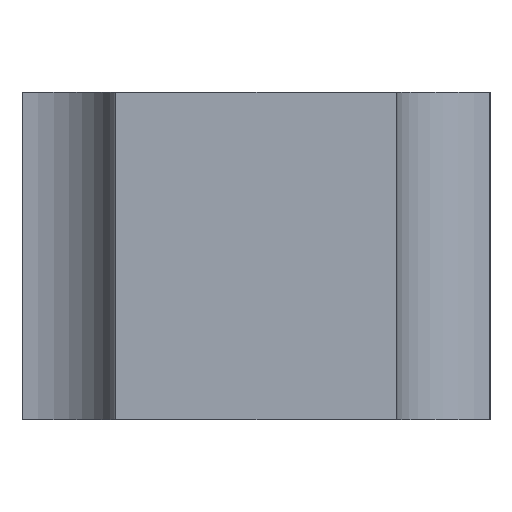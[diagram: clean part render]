
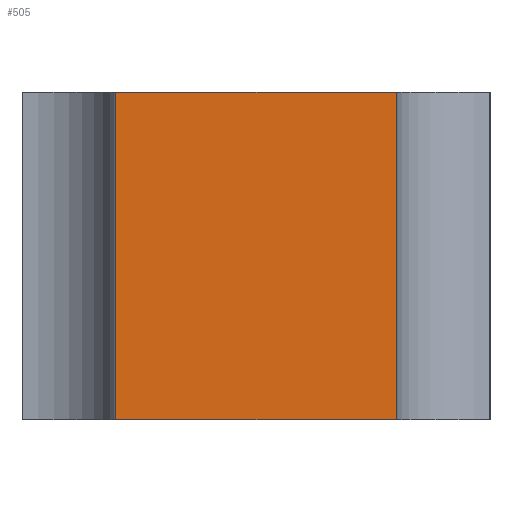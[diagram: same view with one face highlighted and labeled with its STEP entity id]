
A CAD part, left-side view. The second image highlights one B-rep face of the part: STEP entity #505.
In plain terms, the highlighted planar face has unit normal (-1, 0, 0).
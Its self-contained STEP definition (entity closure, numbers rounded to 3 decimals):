
#46 = VERTEX_POINT ( 'NONE', #895 ) ;
#151 = EDGE_CURVE ( 'NONE', #649, #531, #225, .T. ) ;
#167 = DIRECTION ( 'NONE',  ( 0., 1., 0. ) ) ;
#187 = CARTESIAN_POINT ( 'NONE',  ( -0.5, -0.15, 0.35 ) ) ;
#225 = LINE ( 'NONE', #678, #806 ) ;
#273 = DIRECTION ( 'NONE',  ( 0., 0., -1. ) ) ;
#300 = CARTESIAN_POINT ( 'NONE',  ( -0.5, 0.15, 0.35 ) ) ;
#304 = ORIENTED_EDGE ( 'NONE', *, *, #662, .T. ) ;
#347 = CARTESIAN_POINT ( 'NONE',  ( -0.5, 0.15, 0.889 ) ) ;
#374 = ORIENTED_EDGE ( 'NONE', *, *, #923, .T. ) ;
#377 = PLANE ( 'NONE',  #407 ) ;
#386 = CARTESIAN_POINT ( 'NONE',  ( -0.5, -0.15, 0.889 ) ) ;
#407 = AXIS2_PLACEMENT_3D ( 'NONE', #386, #760, #167 ) ;
#430 = LINE ( 'NONE', #347, #668 ) ;
#467 = FACE_OUTER_BOUND ( 'NONE', #537, .T. ) ;
#480 = EDGE_CURVE ( 'NONE', #494, #46, #430, .T. ) ;
#494 = VERTEX_POINT ( 'NONE', #300 ) ;
#505 = ADVANCED_FACE ( 'NONE', ( #467 ), #377, .F. ) ;
#531 = VERTEX_POINT ( 'NONE', #990 ) ;
#537 = EDGE_LOOP ( 'NONE', ( #618, #374, #554, #304 ) ) ;
#554 = ORIENTED_EDGE ( 'NONE', *, *, #480, .T. ) ;
#556 = LINE ( 'NONE', #859, #773 ) ;
#575 = VECTOR ( 'NONE', #644, 1000. ) ;
#618 = ORIENTED_EDGE ( 'NONE', *, *, #151, .F. ) ;
#644 = DIRECTION ( 'NONE',  ( 0., 1., 0. ) ) ;
#649 = VERTEX_POINT ( 'NONE', #934 ) ;
#662 = EDGE_CURVE ( 'NONE', #46, #531, #556, .T. ) ;
#668 = VECTOR ( 'NONE', #273, 1000. ) ;
#678 = CARTESIAN_POINT ( 'NONE',  ( -0.5, -0.15, 0.889 ) ) ;
#693 = LINE ( 'NONE', #187, #575 ) ;
#709 = DIRECTION ( 'NONE',  ( 0., -1., 0. ) ) ;
#760 = DIRECTION ( 'NONE',  ( 1., 0., 0. ) ) ;
#773 = VECTOR ( 'NONE', #709, 1000. ) ;
#806 = VECTOR ( 'NONE', #936, 1000. ) ;
#859 = CARTESIAN_POINT ( 'NONE',  ( -0.5, -0.15, 0. ) ) ;
#895 = CARTESIAN_POINT ( 'NONE',  ( -0.5, 0.15, 0. ) ) ;
#923 = EDGE_CURVE ( 'NONE', #649, #494, #693, .T. ) ;
#934 = CARTESIAN_POINT ( 'NONE',  ( -0.5, -0.15, 0.35 ) ) ;
#936 = DIRECTION ( 'NONE',  ( 0., 0., -1. ) ) ;
#990 = CARTESIAN_POINT ( 'NONE',  ( -0.5, -0.15, 0. ) ) ;
